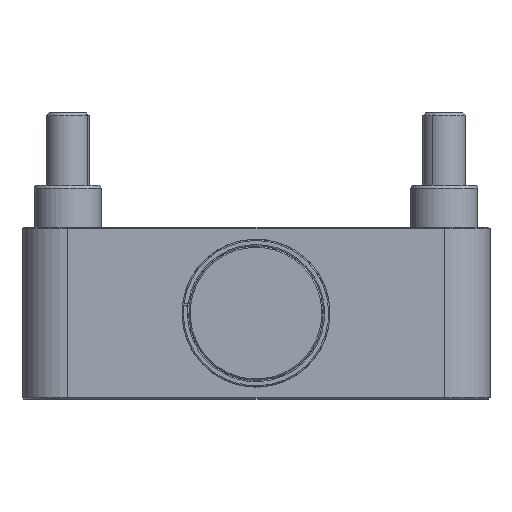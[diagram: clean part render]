
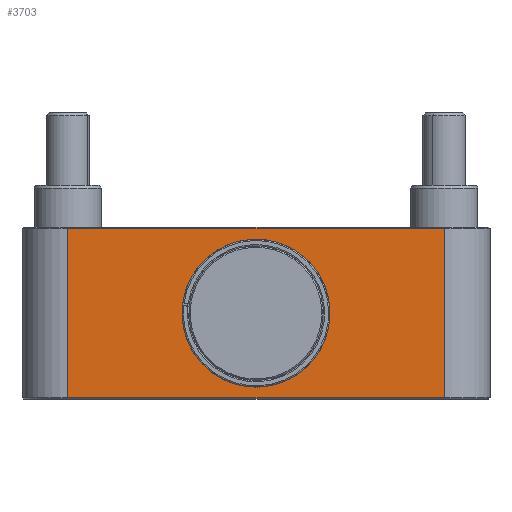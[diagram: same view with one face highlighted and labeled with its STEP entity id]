
A CAD part, front view. The second image highlights one B-rep face of the part: STEP entity #3703.
In plain terms, the highlighted planar face has unit normal (0, -1, 0).
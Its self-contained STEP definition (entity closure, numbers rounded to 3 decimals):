
#92 = VECTOR ( 'NONE', #4507, 1000. ) ;
#214 = AXIS2_PLACEMENT_3D ( 'NONE', #2614, #7678, #12649 ) ;
#362 = CARTESIAN_POINT ( 'NONE',  ( 70., -60., -32. ) ) ;
#756 = CARTESIAN_POINT ( 'NONE',  ( -70., -60., -31.5 ) ) ;
#758 = VERTEX_POINT ( 'NONE', #2635 ) ;
#898 = EDGE_LOOP ( 'NONE', ( #1067, #7124 ) ) ;
#1067 = ORIENTED_EDGE ( 'NONE', *, *, #10758, .F. ) ;
#1277 = EDGE_LOOP ( 'NONE', ( #3864, #5206, #9588, #2067 ) ) ;
#2067 = ORIENTED_EDGE ( 'NONE', *, *, #2714, .T. ) ;
#2089 = PLANE ( 'NONE',  #6988 ) ;
#2566 = VERTEX_POINT ( 'NONE', #11690 ) ;
#2614 = CARTESIAN_POINT ( 'NONE',  ( 0., -60., 0. ) ) ;
#2635 = CARTESIAN_POINT ( 'NONE',  ( 70., -60., 31.5 ) ) ;
#2714 = EDGE_CURVE ( 'NONE', #758, #10175, #5833, .T. ) ;
#2777 = EDGE_CURVE ( 'NONE', #4893, #2566, #6158, .T. ) ;
#2816 = DIRECTION ( 'NONE',  ( 0., -1., 0. ) ) ;
#2921 = LINE ( 'NONE', #7449, #92 ) ;
#2976 = VECTOR ( 'NONE', #10399, 1000. ) ;
#3703 = ADVANCED_FACE ( 'NONE', ( #11741, #6783 ), #2089, .T. ) ;
#3801 = EDGE_CURVE ( 'NONE', #3982, #5951, #9095, .T. ) ;
#3864 = ORIENTED_EDGE ( 'NONE', *, *, #7139, .T. ) ;
#3982 = VERTEX_POINT ( 'NONE', #756 ) ;
#4405 = CARTESIAN_POINT ( 'NONE',  ( -87., -60., -31.5 ) ) ;
#4507 = DIRECTION ( 'NONE',  ( 0., 0., -1. ) ) ;
#4796 = AXIS2_PLACEMENT_3D ( 'NONE', #9717, #2816, #12774 ) ;
#4893 = VERTEX_POINT ( 'NONE', #5151 ) ;
#5151 = CARTESIAN_POINT ( 'NONE',  ( 0., -60., 27.5 ) ) ;
#5206 = ORIENTED_EDGE ( 'NONE', *, *, #3801, .T. ) ;
#5375 = DIRECTION ( 'NONE',  ( 0., 0., 1. ) ) ;
#5472 = CIRCLE ( 'NONE', #214, 27.5 ) ;
#5505 = VECTOR ( 'NONE', #5375, 1000. ) ;
#5833 = LINE ( 'NONE', #6849, #10499 ) ;
#5951 = VERTEX_POINT ( 'NONE', #7443 ) ;
#6001 = EDGE_CURVE ( 'NONE', #5951, #758, #9826, .T. ) ;
#6068 = DIRECTION ( 'NONE',  ( 0., 0., -1. ) ) ;
#6158 = CIRCLE ( 'NONE', #4796, 27.5 ) ;
#6783 = FACE_OUTER_BOUND ( 'NONE', #1277, .T. ) ;
#6816 = DIRECTION ( 'NONE',  ( -1., 0., 0. ) ) ;
#6849 = CARTESIAN_POINT ( 'NONE',  ( -70., -60., 31.5 ) ) ;
#6988 = AXIS2_PLACEMENT_3D ( 'NONE', #11037, #9202, #6068 ) ;
#7124 = ORIENTED_EDGE ( 'NONE', *, *, #2777, .F. ) ;
#7139 = EDGE_CURVE ( 'NONE', #10175, #3982, #2921, .T. ) ;
#7443 = CARTESIAN_POINT ( 'NONE',  ( 70., -60., -31.5 ) ) ;
#7449 = CARTESIAN_POINT ( 'NONE',  ( -70., -60., -32. ) ) ;
#7678 = DIRECTION ( 'NONE',  ( 0., -1., 0. ) ) ;
#9095 = LINE ( 'NONE', #4405, #2976 ) ;
#9202 = DIRECTION ( 'NONE',  ( 0., -1., 0. ) ) ;
#9446 = CARTESIAN_POINT ( 'NONE',  ( -70., -60., 31.5 ) ) ;
#9588 = ORIENTED_EDGE ( 'NONE', *, *, #6001, .T. ) ;
#9717 = CARTESIAN_POINT ( 'NONE',  ( 0., -60., 0. ) ) ;
#9826 = LINE ( 'NONE', #362, #5505 ) ;
#10175 = VERTEX_POINT ( 'NONE', #9446 ) ;
#10399 = DIRECTION ( 'NONE',  ( 1., 0., 0. ) ) ;
#10499 = VECTOR ( 'NONE', #6816, 1000. ) ;
#10758 = EDGE_CURVE ( 'NONE', #2566, #4893, #5472, .T. ) ;
#11037 = CARTESIAN_POINT ( 'NONE',  ( -87., -60., -32. ) ) ;
#11690 = CARTESIAN_POINT ( 'NONE',  ( 0., -60., -27.5 ) ) ;
#11741 = FACE_BOUND ( 'NONE', #898, .T. ) ;
#12649 = DIRECTION ( 'NONE',  ( 0., 0., -1. ) ) ;
#12774 = DIRECTION ( 'NONE',  ( 0., 0., -1. ) ) ;
